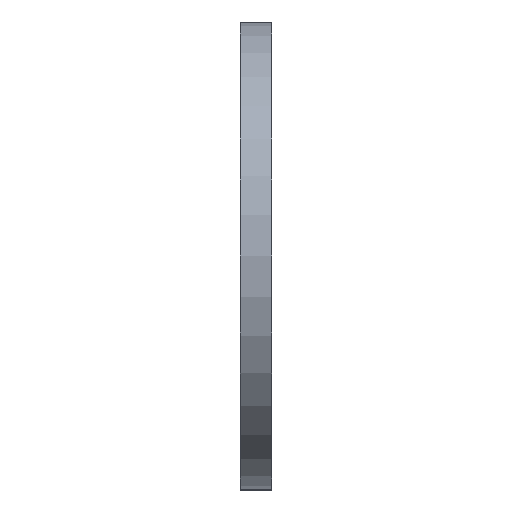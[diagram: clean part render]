
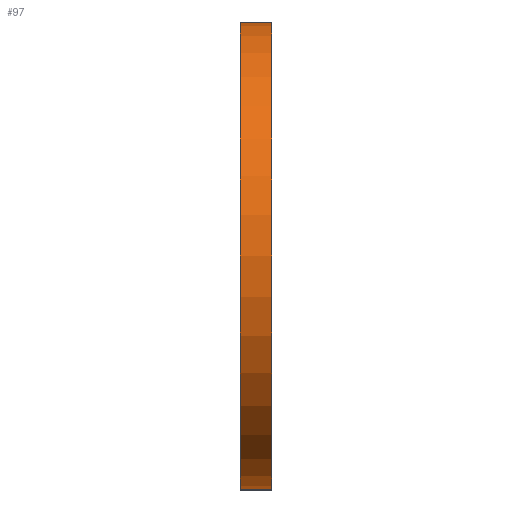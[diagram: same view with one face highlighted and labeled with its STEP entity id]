
A CAD part, left-side view. The second image highlights one B-rep face of the part: STEP entity #97.
In plain terms, the highlighted cylindrical face has radius 15 mm (diameter 30 mm), a partial arc.
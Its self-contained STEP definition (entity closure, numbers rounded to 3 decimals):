
#22 = EDGE_CURVE ( 'NONE', #29, #668, #840, .T. ) ;
#29 = VERTEX_POINT ( 'NONE', #787 ) ;
#33 = EDGE_LOOP ( 'NONE', ( #85, #506, #850, #846 ) ) ;
#58 = AXIS2_PLACEMENT_3D ( 'NONE', #133, #462, #261 ) ;
#64 = CARTESIAN_POINT ( 'NONE',  ( -100., 2., 0. ) ) ;
#85 = ORIENTED_EDGE ( 'NONE', *, *, #22, .T. ) ;
#97 = ADVANCED_FACE ( 'NONE', ( #617 ), #245, .T. ) ;
#99 = CARTESIAN_POINT ( 'NONE',  ( -100., 0., 15. ) ) ;
#105 = CARTESIAN_POINT ( 'NONE',  ( -100., 2., -15. ) ) ;
#129 = VERTEX_POINT ( 'NONE', #105 ) ;
#131 = DIRECTION ( 'NONE',  ( 0., 0., 1. ) ) ;
#133 = CARTESIAN_POINT ( 'NONE',  ( -100., 2., 0. ) ) ;
#206 = DIRECTION ( 'NONE',  ( 0., -1., 0. ) ) ;
#220 = CARTESIAN_POINT ( 'NONE',  ( -100., 2., 15. ) ) ;
#245 = CYLINDRICAL_SURFACE ( 'NONE', #58, 15. ) ;
#261 = DIRECTION ( 'NONE',  ( 0., 0., -1. ) ) ;
#292 = LINE ( 'NONE', #756, #531 ) ;
#328 = CARTESIAN_POINT ( 'NONE',  ( -100., 2., 15. ) ) ;
#359 = EDGE_CURVE ( 'NONE', #129, #29, #292, .T. ) ;
#386 = AXIS2_PLACEMENT_3D ( 'NONE', #64, #707, #131 ) ;
#462 = DIRECTION ( 'NONE',  ( 0., -1., 0. ) ) ;
#506 = ORIENTED_EDGE ( 'NONE', *, *, #784, .F. ) ;
#531 = VECTOR ( 'NONE', #206, 1000. ) ;
#546 = DIRECTION ( 'NONE',  ( 0., 1., 0. ) ) ;
#550 = EDGE_CURVE ( 'NONE', #129, #873, #1038, .T. ) ;
#617 = FACE_OUTER_BOUND ( 'NONE', #33, .T. ) ;
#668 = VERTEX_POINT ( 'NONE', #99 ) ;
#707 = DIRECTION ( 'NONE',  ( 0., 1., 0. ) ) ;
#756 = CARTESIAN_POINT ( 'NONE',  ( -100., 2., -15. ) ) ;
#784 = EDGE_CURVE ( 'NONE', #873, #668, #943, .T. ) ;
#787 = CARTESIAN_POINT ( 'NONE',  ( -100., 0., -15. ) ) ;
#800 = VECTOR ( 'NONE', #863, 1000. ) ;
#840 = CIRCLE ( 'NONE', #1005, 15. ) ;
#846 = ORIENTED_EDGE ( 'NONE', *, *, #359, .T. ) ;
#850 = ORIENTED_EDGE ( 'NONE', *, *, #550, .F. ) ;
#863 = DIRECTION ( 'NONE',  ( 0., -1., 0. ) ) ;
#872 = DIRECTION ( 'NONE',  ( 0., 0., 1. ) ) ;
#873 = VERTEX_POINT ( 'NONE', #328 ) ;
#943 = LINE ( 'NONE', #220, #800 ) ;
#1005 = AXIS2_PLACEMENT_3D ( 'NONE', #1033, #546, #872 ) ;
#1033 = CARTESIAN_POINT ( 'NONE',  ( -100., 0., 0. ) ) ;
#1038 = CIRCLE ( 'NONE', #386, 15. ) ;
